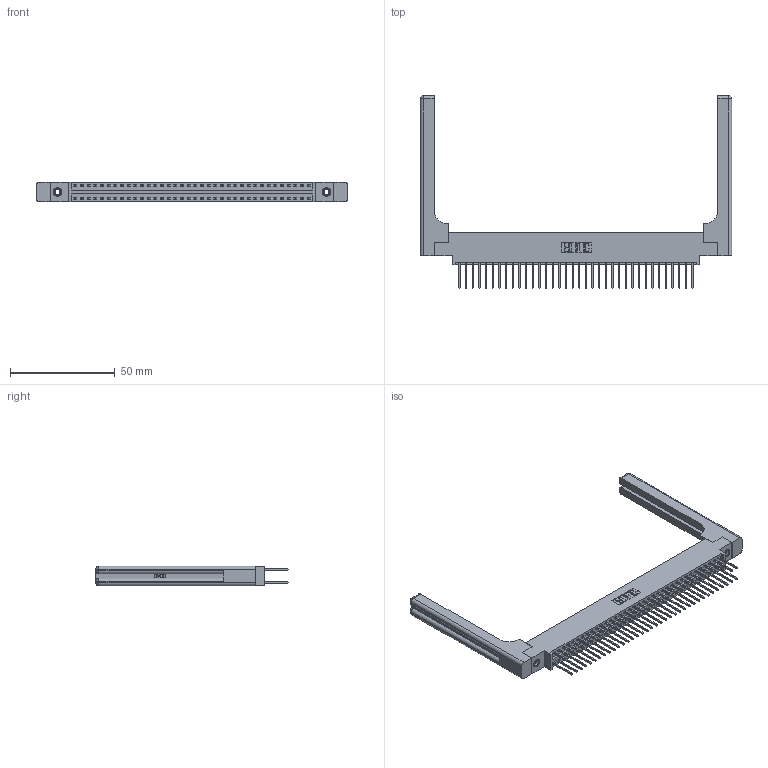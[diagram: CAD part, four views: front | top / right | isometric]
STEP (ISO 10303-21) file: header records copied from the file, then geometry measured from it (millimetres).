
FILE_DESCRIPTION (( 'STEP AP203' ), '1' );
FILE_NAME ('396-072-522-858.STEP', '2019-11-02T11:09:27', ( '' ), ( '' ), 'SwSTEP 2.0', 'SolidWorks 2016', '' );
FILE_SCHEMA (( 'CONFIG_CONTROL_DESIGN' ));
Length unit declared in the file: inch
Products named in the file (5): 345-292-001_345-293-122; 345-250-001_345-250-001-102; 346-220-058_345-220-058; 396-072-522-858; 346 Part_0.170 Offset - 0.156 Dia-TH
Assembly tree (77 placements, depth 2):
  396-072-522-858
    346 Part_0.170 Offset - 0.156 Dia-TH
    345-292-001_345-293-122  x72
    345-250-001_345-250-001-102  x2
    346-220-058_345-220-058  x2
Bounding box: 148.36 x 91.69 x 9.4 mm (x, y, z)
Volume: 21944.6 mm3; surface area: 25776.3 mm2
Topology: 77 solids, 77 shells, 4126 faces, 12167 edges, 7994 vertices
Faces by surface type: plane 2748, cylinder 1318, bspline 36, cone 12, sphere 8, torus 4
Entity records: 29634 total; most frequent: CARTESIAN_POINT 5901, ORIENTED_EDGE 4632, DIRECTION 4184, EDGE_CURVE 2316, LINE 1948, VECTOR 1948, VERTEX_POINT 1534, AXIS2_PLACEMENT_3D 1118
